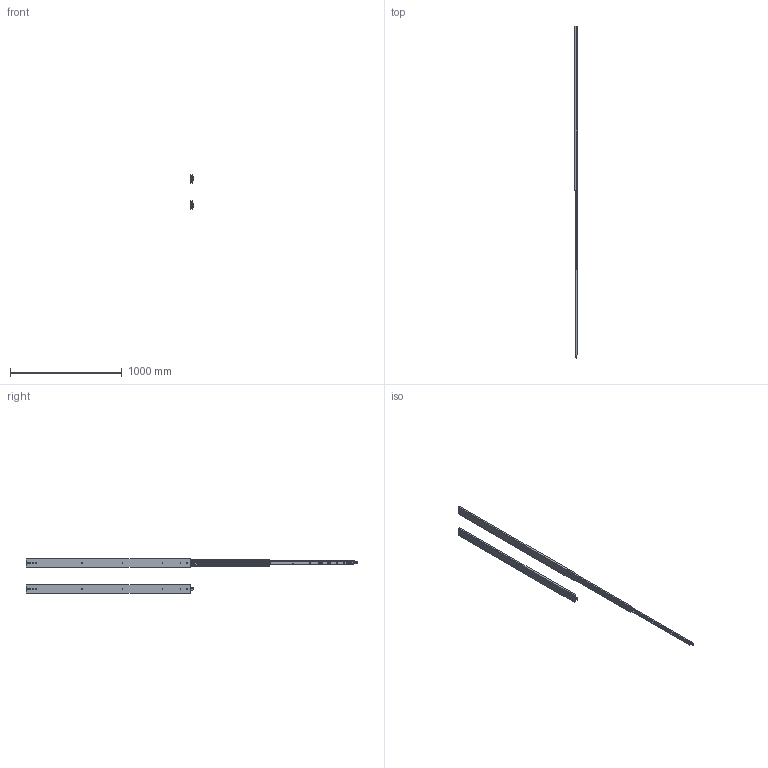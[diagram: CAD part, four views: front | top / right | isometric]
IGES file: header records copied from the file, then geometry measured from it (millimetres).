
Start section: SolidWorks IGES file using analytic representation for surfaces
Global section: file name: NJ-76J05-58_Close and Extention.IGS; native system: SolidWorks 2021; preprocessor: SolidWorks 2021; author: mFritsch; date: 230131.123310; units: millimetre
Bounding box: 19.3 x 2976.47 x 310.99 mm (x, y, z)
Surface area: 1491488.2 mm2 (no closed solid volume)
Topology: 0 solids, 0 shells, 674 faces, 9064 edges, 9064 vertices
Faces by surface type: bspline 386, revolution 288
